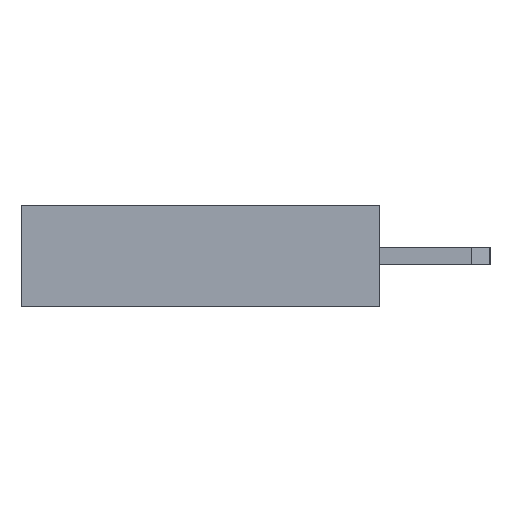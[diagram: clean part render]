
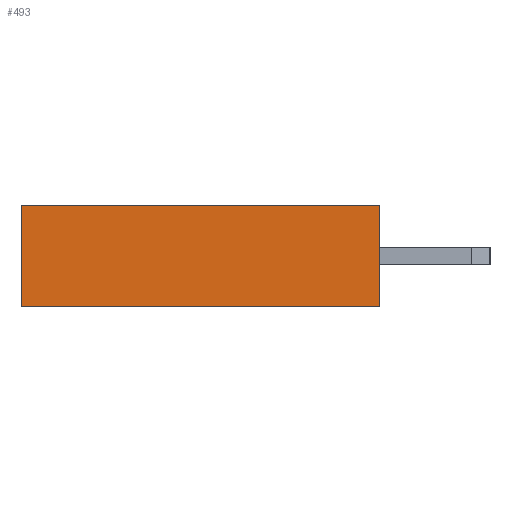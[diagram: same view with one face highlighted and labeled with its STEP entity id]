
A CAD part, left-side view. The second image highlights one B-rep face of the part: STEP entity #493.
In plain terms, the highlighted planar face has unit normal (-1, 0, 0).
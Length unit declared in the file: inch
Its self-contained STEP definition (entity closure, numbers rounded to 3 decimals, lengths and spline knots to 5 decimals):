
#493 = ADVANCED_FACE( '', ( #1025 ), #1026, .F. );
#1025 = FACE_OUTER_BOUND( '', #1603, .T. );
#1026 = PLANE( '', #1604 );
#1603 = EDGE_LOOP( '', ( #2961, #2962, #2963, #2964 ) );
#1604 = AXIS2_PLACEMENT_3D( '', #2965, #2966, #2967 );
#2961 = ORIENTED_EDGE( '', *, *, #3586, .T. );
#2962 = ORIENTED_EDGE( '', *, *, #3991, .F. );
#2963 = ORIENTED_EDGE( '', *, *, #4027, .F. );
#2964 = ORIENTED_EDGE( '', *, *, #3636, .T. );
#2965 = CARTESIAN_POINT( '', ( -0.56, 0.335, -0.0475 ) );
#2966 = DIRECTION( '', ( 1., 0., 0. ) );
#2967 = DIRECTION( '', ( 0., 0., -1. ) );
#3586 = EDGE_CURVE( '', #4351, #4349, #4352, .T. );
#3636 = EDGE_CURVE( '', #4441, #4351, #4442, .T. );
#3991 = EDGE_CURVE( '', #4964, #4349, #4966, .T. );
#4027 = EDGE_CURVE( '', #4441, #4964, #5011, .T. );
#4349 = VERTEX_POINT( '', #5440 );
#4351 = VERTEX_POINT( '', #5443 );
#4352 = LINE( '', #5444, #5445 );
#4441 = VERTEX_POINT( '', #5580 );
#4442 = LINE( '', #5581, #5582 );
#4964 = VERTEX_POINT( '', #6363 );
#4966 = LINE( '', #6366, #6367 );
#5011 = LINE( '', #6443, #6444 );
#5440 = CARTESIAN_POINT( '', ( -0.56, 0., 0.0475 ) );
#5443 = CARTESIAN_POINT( '', ( -0.56, 0., -0.0475 ) );
#5444 = CARTESIAN_POINT( '', ( -0.56, 0., -0.0475 ) );
#5445 = VECTOR( '', #6685, 39.37008 );
#5580 = CARTESIAN_POINT( '', ( -0.56, 0.335, -0.0475 ) );
#5581 = CARTESIAN_POINT( '', ( -0.56, 0.335, -0.0475 ) );
#5582 = VECTOR( '', #6732, 39.37008 );
#6363 = CARTESIAN_POINT( '', ( -0.56, 0.335, 0.0475 ) );
#6366 = CARTESIAN_POINT( '', ( -0.56, 0.335, 0.0475 ) );
#6367 = VECTOR( '', #6993, 39.37008 );
#6443 = CARTESIAN_POINT( '', ( -0.56, 0.335, -0.0475 ) );
#6444 = VECTOR( '', #7025, 39.37008 );
#6685 = DIRECTION( '', ( 0., 0., 1. ) );
#6732 = DIRECTION( '', ( 0., -1., 0. ) );
#6993 = DIRECTION( '', ( 0., -1., 0. ) );
#7025 = DIRECTION( '', ( 0., 0., 1. ) );
